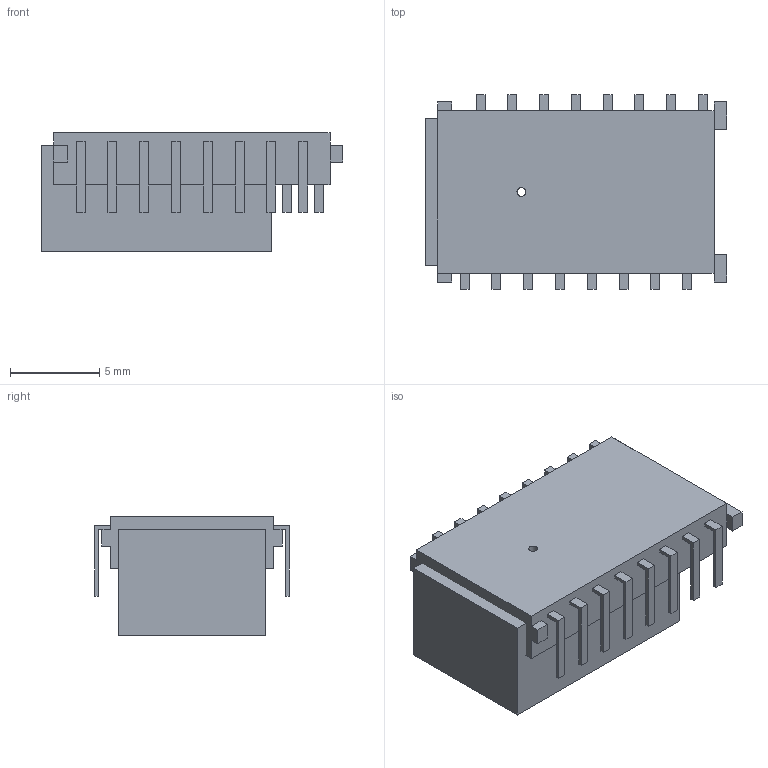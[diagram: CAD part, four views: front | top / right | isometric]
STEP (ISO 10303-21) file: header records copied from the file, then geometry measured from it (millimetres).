
FILE_DESCRIPTION(/* description */ (''),/* implementation_level */ '2;1');
FILE_NAME(/* name */ 'PMW3610.step',/* time_stamp */ '2025-05-17T21:10:34+09:00',/* author */ (''),/* organization */ (''),/* preprocessor_version */ 'ST-DEVELOPER v20.1',/* originating_system */ 'Autodesk Translation Framework v14.4.0.0',/* authorisation */ '');
FILE_SCHEMA (('AUTOMOTIVE_DESIGN { 1 0 10303 214 3 1 1 }'));
Length unit declared in the file: millimetre
Products named in the file (1): PMW3610
Bounding box: 16.89 x 10.9 x 6.65 mm (x, y, z)
Volume: 1058.5 mm3; surface area: 1027.6 mm2
Topology: 2 solids, 2 shells, 149 faces, 380 edges, 252 vertices
Faces by surface type: plane 146, cylinder 3
Full cylindrical faces by diameter (mm): 0.5 x2
Entity records: 4501 total; most frequent: CARTESIAN_POINT 782, ORIENTED_EDGE 760, DIRECTION 688, EDGE_CURVE 380, LINE 372, VECTOR 372, VERTEX_POINT 252, EDGE_LOOP 170
